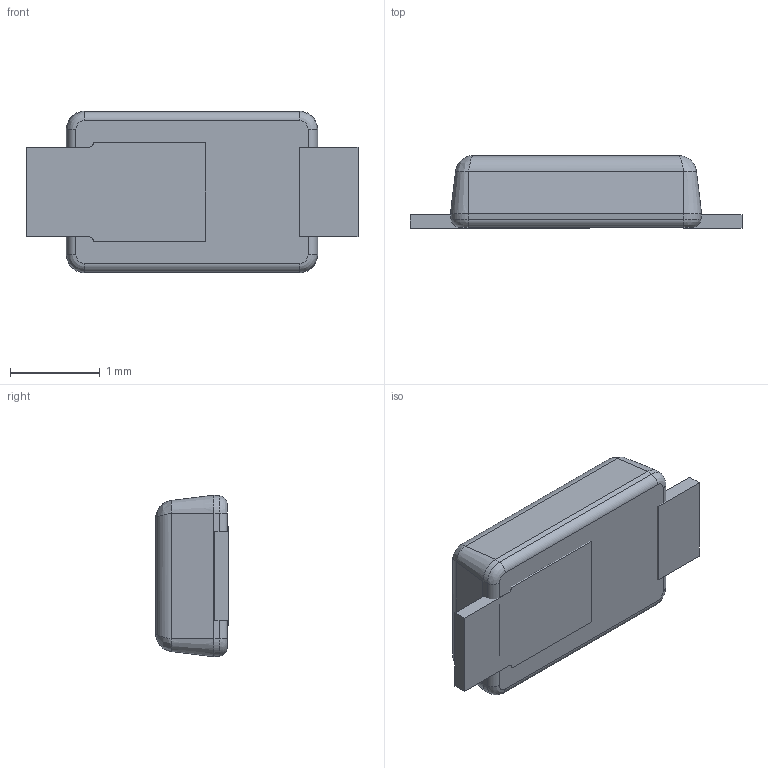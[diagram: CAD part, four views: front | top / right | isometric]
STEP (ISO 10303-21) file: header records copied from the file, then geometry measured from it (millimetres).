
FILE_DESCRIPTION(/* description */ (''),/* implementation_level */ '2;1');
FILE_NAME(/* name */ 'SOD-123HE Outline Structure.stp',/* time_stamp */ '2019-10-04T11:02:10+08:00',/* author */ ('he.song'),/* organization */ (''),/* preprocessor_version */ 'ST-DEVELOPER v16.13',/* originating_system */ 'Autodesk Inventor 2018',/* authorisation */ '');
FILE_SCHEMA (('AUTOMOTIVE_DESIGN { 1 0 10303 214 3 1 1 }'));
Length unit declared in the file: millimetre
Products named in the file (3): SOD-123HE RS1JLS; SOD-123HE LF; SOD-123HE Body
Assembly tree (2 placements, depth 2):
  SOD-123HE RS1JLS
    SOD-123HE LF
    SOD-123HE Body
Bounding box: 3.7 x 0.81 x 1.8 mm (x, y, z)
Volume: 3.9 mm3; surface area: 21.9 mm2
Topology: 3 solids, 3 shells, 56 faces, 124 edges, 70 vertices
Faces by surface type: plane 30, cylinder 10, bspline 8, cone 8
Entity records: 1851 total; most frequent: CARTESIAN_POINT 536, DIRECTION 248, ORIENTED_EDGE 240, EDGE_CURVE 120, LINE 84, VECTOR 84, AXIS2_PLACEMENT_3D 82, VERTEX_POINT 70
